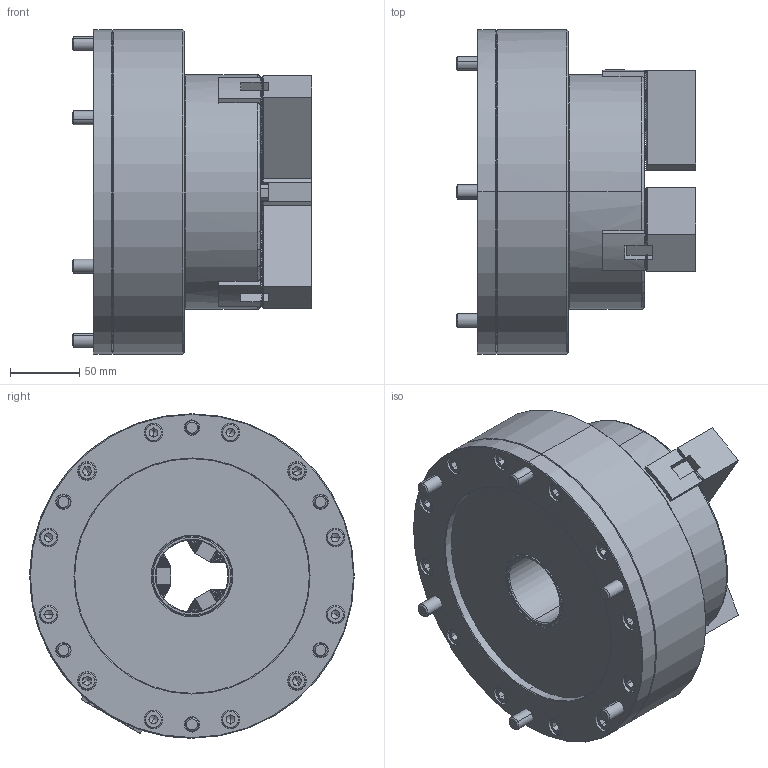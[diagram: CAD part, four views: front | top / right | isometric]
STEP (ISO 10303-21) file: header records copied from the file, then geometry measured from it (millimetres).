
FILE_DESCRIPTION (( 'STEP AP203' ), '1' );
FILE_NAME ('CF-AP-52.STEP', '2019-08-05T02:03:58', ( '' ), ( '' ), 'SwSTEP 2.0', 'SolidWorks 2016', '' );
FILE_SCHEMA (( 'CONFIG_CONTROL_DESIGN' ));
Length unit declared in the file: millimetre
Products named in the file (16): 圓頭內六角螺栓_M8x20; CF-AP-52-01000; CF-AP-52-06000; CF-AP-52-05000; 無頭六角孔螺絲_M4x6; CF-AP-52-09000; CF-AP-52-10000; CF-AP-52; CF-3H-206-03000; 圓頭內六角螺栓_M10x25; CF-3H-206-04000(T型塊); 半圓頭六角孔螺栓_M5x10; SJ-06; 圓頭內六角螺栓_M10x70
Assembly tree (46 placements, depth 2):
  CF-AP-52
    CF-AP-52-01000
    CF-AP-52-06000
    CF-AP-52-05000
    CF-AP-52-09000
    CF-3H-206-03000  x3
    CF-3H-206-04000(T型塊)  x3
    SJ-06  x3
    圓頭內六角螺栓_M10x25  x6
    半圓頭六角孔螺栓_M5x10  x3
    圓頭內六角螺栓_M10x70  x6
    圓頭內六角螺栓_M8x20  x10
    圓頭內六角螺栓_M8x20
    圓頭內六角螺栓_M8x20
    無頭六角孔螺絲_M4x6  x4
    CF-AP-52-10000  x2
Bounding box: 173.3 x 235 x 235 mm (x, y, z)
Volume: 3120266.8 mm3; surface area: 496112.7 mm2
Topology: 46 solids, 46 shells, 3173 faces, 8634 edges, 5569 vertices
Faces by surface type: plane 2187, cylinder 671, cone 297, torus 14, sphere 4
Entity records: 41791 total; most frequent: CARTESIAN_POINT 8007, ORIENTED_EDGE 6656, DIRECTION 6334, EDGE_CURVE 3328, LINE 2322, VECTOR 2322, VERTEX_POINT 2173, AXIS2_PLACEMENT_3D 2006
